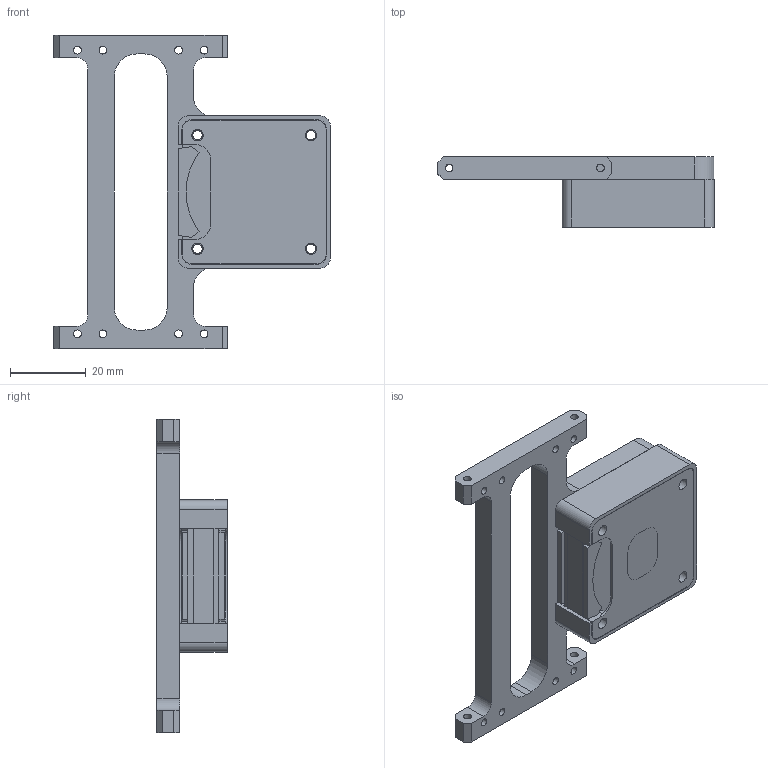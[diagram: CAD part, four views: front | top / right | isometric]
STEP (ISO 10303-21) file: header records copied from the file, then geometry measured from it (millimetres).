
FILE_DESCRIPTION(('STEP AP203'), '1');
FILE_NAME('madiz_2cam_v2_4', '', ('UNSPECIFIED'), ('UNSPECIFIED'), 'C3D Converter', 'C3D Toolkit', '');
FILE_SCHEMA(('CONFIG_CONTROL_DESIGN'));
Length unit declared in the file: millimetre
Products named in the file (6): Стойка корпуса для МАДИЗ
Assembly tree (6 placements, depth 2):
  (unnamed)
    (unnamed)  x2
    (unnamed)
    (unnamed)
    (unnamed)
    Стойка корпуса для МАДИЗ
Bounding box: 73.1 x 18.6 x 83 mm (x, y, z)
Volume: 27544.4 mm3; surface area: 28463.9 mm2
Topology: 12 solids, 12 shells, 275 faces, 711 edges, 474 vertices
Faces by surface type: plane 158, cylinder 117
Full cylindrical faces by diameter (mm): 2.05 x12, 2.5 x8, 2.9 x4, 3 x12, 5 x12, 30 x1
Entity records: 8470 total; most frequent: DIRECTION 1268, CARTESIAN_POINT 1234, ORIENTED_EDGE 1160, EDGE_CURVE 580, AXIS2_PLACEMENT_3D 448, VERTEX_POINT 414, LINE 372, VECTOR 372
